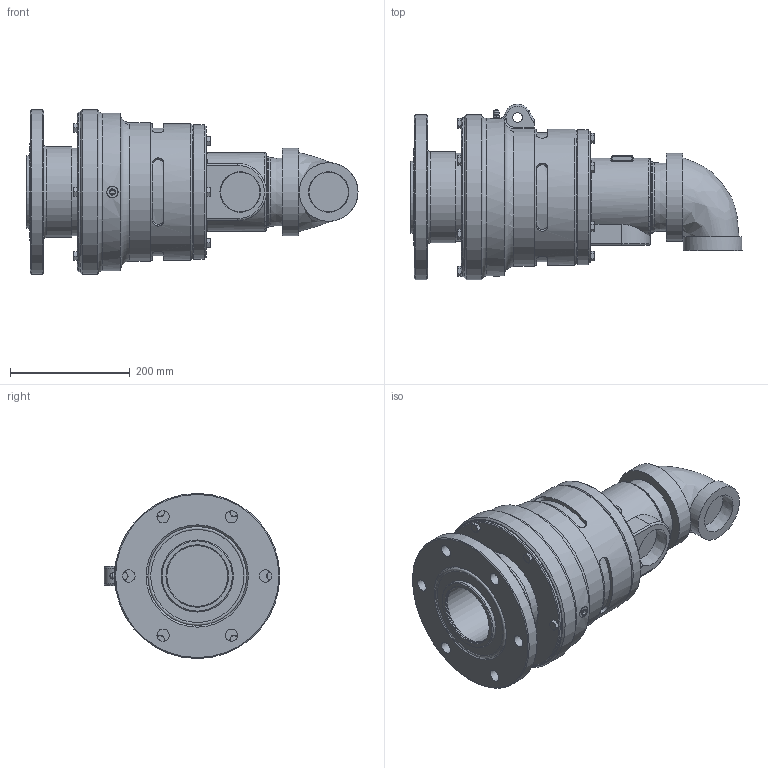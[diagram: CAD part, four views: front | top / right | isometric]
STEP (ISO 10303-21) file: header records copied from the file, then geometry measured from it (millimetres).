
FILE_DESCRIPTION(/* description */ (''),/* implementation_level */ '2;1');
FILE_NAME(/* name */ '6400-031-330-IC.stp',/* time_stamp */ '2020-05-20T15:51:55-05:00',/* author */ ('dyurkovich'),/* organization */ (''),/* preprocessor_version */ 'ST-DEVELOPER v18',/* originating_system */ 'Autodesk Inventor 2020',/* authorisation */ '');
FILE_SCHEMA (('AUTOMOTIVE_DESIGN { 1 0 10303 214 3 1 1 }'));
Products named in the file (1): 6400-031-330-IC
Bounding box: 555.41 x 293.69 x 276.2 mm (x, y, z)
Volume: 14683363.2 mm3; surface area: 627581.9 mm2
Topology: 1 solids, 1 shells, 2280 faces, 5995 edges, 3955 vertices
Faces by surface type: plane 1481, bspline 580, cone 104, cylinder 86, torus 24, sphere 5
Full cylindrical faces by diameter (mm): 10.287 x1, 15.9 x1, 19 x8, 20.6 x6, 66.158 x1, 98.044 x1, 101.6 x1, 103 x1, 119.8 x1, 120.62 x1, 146.6 x1, 147.066 x1, 152.4 x1, 165.1 x1, 225.4 x1, 228 x1, 263.5 x1, 266.4 x1, 267 x1, 276.2 x2
Entity records: 77416 total; most frequent: CARTESIAN_POINT 22770, ORIENTED_EDGE 11982, DIRECTION 8547, EDGE_CURVE 5991, LINE 4133, VECTOR 4133, VERTEX_POINT 3955, EDGE_LOOP 2539
